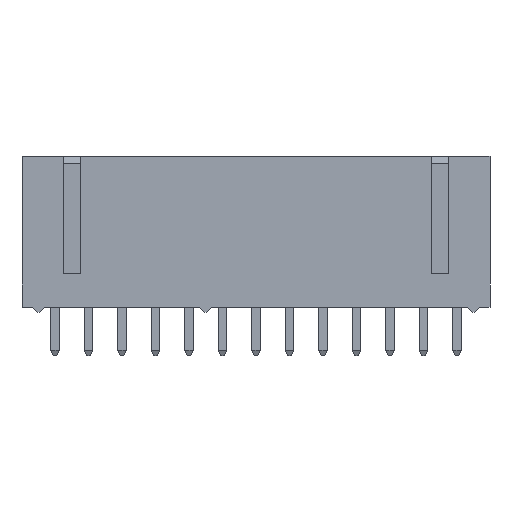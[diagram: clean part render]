
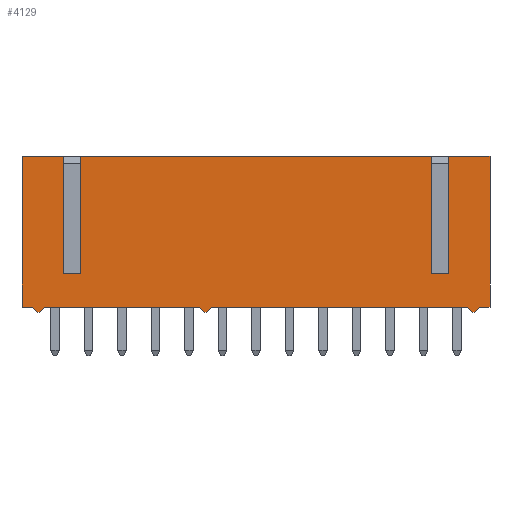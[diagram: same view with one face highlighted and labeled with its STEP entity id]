
A CAD part, front view. The second image highlights one B-rep face of the part: STEP entity #4129.
In plain terms, the highlighted planar face has unit normal (0, -1, 0).
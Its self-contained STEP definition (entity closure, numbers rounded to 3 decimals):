
#9=DIRECTION('',(1.,0.,0.));
#10=VECTOR('',#9,3.135);
#11=CARTESIAN_POINT('',(-17.74,-2.55,0.));
#12=LINE('',#11,#10);
#73=DIRECTION('',(1.,0.,0.));
#74=VECTOR('',#73,3.135);
#75=CARTESIAN_POINT('',(14.605,-2.55,0.));
#76=LINE('',#75,#74);
#121=DIRECTION('',(1.,0.,0.));
#122=VECTOR('',#121,26.67);
#123=CARTESIAN_POINT('',(-13.335,-2.55,0.));
#124=LINE('',#123,#122);
#233=DIRECTION('',(-0.707,0.,-0.707));
#234=VECTOR('',#233,0.537);
#235=CARTESIAN_POINT('',(-16.065,-2.55,-11.43));
#236=LINE('',#235,#234);
#237=DIRECTION('',(-1.,0.,0.));
#238=VECTOR('',#237,0.13);
#239=CARTESIAN_POINT('',(-16.445,-2.55,-11.81));
#240=LINE('',#239,#238);
#241=DIRECTION('',(-0.707,0.,0.707));
#242=VECTOR('',#241,0.537);
#243=CARTESIAN_POINT('',(-16.575,-2.55,-11.81));
#244=LINE('',#243,#242);
#245=DIRECTION('',(0.,0.,-1.));
#246=VECTOR('',#245,11.43);
#247=CARTESIAN_POINT('',(-17.74,-2.55,0.));
#248=LINE('',#247,#246);
#249=DIRECTION('',(0.,0.,-1.));
#250=VECTOR('',#249,8.89);
#251=CARTESIAN_POINT('',(-14.605,-2.55,0.));
#252=LINE('',#251,#250);
#253=DIRECTION('',(1.,0.,0.));
#254=VECTOR('',#253,1.27);
#255=CARTESIAN_POINT('',(-14.605,-2.55,-8.89));
#256=LINE('',#255,#254);
#257=DIRECTION('',(0.,0.,-1.));
#258=VECTOR('',#257,8.89);
#259=CARTESIAN_POINT('',(-13.335,-2.55,0.));
#260=LINE('',#259,#258);
#261=DIRECTION('',(0.,0.,-1.));
#262=VECTOR('',#261,8.89);
#263=CARTESIAN_POINT('',(13.335,-2.55,0.));
#264=LINE('',#263,#262);
#265=DIRECTION('',(1.,0.,0.));
#266=VECTOR('',#265,1.27);
#267=CARTESIAN_POINT('',(13.335,-2.55,-8.89));
#268=LINE('',#267,#266);
#269=DIRECTION('',(0.,0.,-1.));
#270=VECTOR('',#269,8.89);
#271=CARTESIAN_POINT('',(14.605,-2.55,0.));
#272=LINE('',#271,#270);
#273=DIRECTION('',(-0.707,0.,-0.707));
#274=VECTOR('',#273,0.537);
#275=CARTESIAN_POINT('',(16.955,-2.55,-11.43));
#276=LINE('',#275,#274);
#277=DIRECTION('',(-1.,0.,0.));
#278=VECTOR('',#277,0.13);
#279=CARTESIAN_POINT('',(16.575,-2.55,-11.81));
#280=LINE('',#279,#278);
#281=DIRECTION('',(-0.707,0.,0.707));
#282=VECTOR('',#281,0.537);
#283=CARTESIAN_POINT('',(16.445,-2.55,-11.81));
#284=LINE('',#283,#282);
#285=DIRECTION('',(-0.707,0.,-0.707));
#286=VECTOR('',#285,0.537);
#287=CARTESIAN_POINT('',(-3.365,-2.55,-11.43));
#288=LINE('',#287,#286);
#289=DIRECTION('',(-1.,0.,0.));
#290=VECTOR('',#289,0.13);
#291=CARTESIAN_POINT('',(-3.745,-2.55,-11.81));
#292=LINE('',#291,#290);
#293=DIRECTION('',(-0.707,0.,0.707));
#294=VECTOR('',#293,0.537);
#295=CARTESIAN_POINT('',(-3.875,-2.55,-11.81));
#296=LINE('',#295,#294);
#301=DIRECTION('',(1.,0.,0.));
#302=VECTOR('',#301,0.785);
#303=CARTESIAN_POINT('',(16.955,-2.55,-11.43));
#304=LINE('',#303,#302);
#333=DIRECTION('',(1.,0.,0.));
#334=VECTOR('',#333,19.43);
#335=CARTESIAN_POINT('',(-3.365,-2.55,-11.43));
#336=LINE('',#335,#334);
#349=DIRECTION('',(1.,0.,0.));
#350=VECTOR('',#349,11.81);
#351=CARTESIAN_POINT('',(-16.065,-2.55,-11.43));
#352=LINE('',#351,#350);
#389=DIRECTION('',(1.,0.,0.));
#390=VECTOR('',#389,0.785);
#391=CARTESIAN_POINT('',(-17.74,-2.55,-11.43));
#392=LINE('',#391,#390);
#729=DIRECTION('',(0.,0.,-1.));
#730=VECTOR('',#729,11.43);
#731=CARTESIAN_POINT('',(17.74,-2.55,0.));
#732=LINE('',#731,#730);
#2874=CARTESIAN_POINT('',(-17.74,-2.55,0.));
#2876=VERTEX_POINT('',#2874);
#2882=CARTESIAN_POINT('',(-17.74,-2.55,-11.43));
#2884=VERTEX_POINT('',#2882);
#2897=CARTESIAN_POINT('',(17.74,-2.55,0.));
#2899=VERTEX_POINT('',#2897);
#2913=CARTESIAN_POINT('',(17.74,-2.55,-11.43));
#2915=VERTEX_POINT('',#2913);
#2961=CARTESIAN_POINT('',(-14.605,-2.55,-8.89));
#2962=CARTESIAN_POINT('',(-13.335,-2.55,-8.89));
#2963=VERTEX_POINT('',#2961);
#2964=VERTEX_POINT('',#2962);
#2965=CARTESIAN_POINT('',(13.335,-2.55,-8.89));
#2966=CARTESIAN_POINT('',(14.605,-2.55,-8.89));
#2967=VERTEX_POINT('',#2965);
#2968=VERTEX_POINT('',#2966);
#2969=CARTESIAN_POINT('',(-14.605,-2.55,0.));
#2970=VERTEX_POINT('',#2969);
#2971=CARTESIAN_POINT('',(-13.335,-2.55,0.));
#2972=VERTEX_POINT('',#2971);
#2973=CARTESIAN_POINT('',(13.335,-2.55,0.));
#2974=VERTEX_POINT('',#2973);
#2975=CARTESIAN_POINT('',(14.605,-2.55,0.));
#2976=VERTEX_POINT('',#2975);
#3073=CARTESIAN_POINT('',(16.575,-2.55,-11.81));
#3074=CARTESIAN_POINT('',(16.445,-2.55,-11.81));
#3075=VERTEX_POINT('',#3073);
#3076=VERTEX_POINT('',#3074);
#3077=CARTESIAN_POINT('',(16.955,-2.55,-11.43));
#3079=VERTEX_POINT('',#3077);
#3081=CARTESIAN_POINT('',(16.065,-2.55,-11.43));
#3083=VERTEX_POINT('',#3081);
#3089=CARTESIAN_POINT('',(-3.745,-2.55,-11.81));
#3090=CARTESIAN_POINT('',(-3.875,-2.55,-11.81));
#3091=VERTEX_POINT('',#3089);
#3092=VERTEX_POINT('',#3090);
#3097=CARTESIAN_POINT('',(-3.365,-2.55,-11.43));
#3098=VERTEX_POINT('',#3097);
#3099=CARTESIAN_POINT('',(-4.255,-2.55,-11.43));
#3100=VERTEX_POINT('',#3099);
#3105=CARTESIAN_POINT('',(-16.445,-2.55,-11.81));
#3106=CARTESIAN_POINT('',(-16.575,-2.55,-11.81));
#3107=VERTEX_POINT('',#3105);
#3108=VERTEX_POINT('',#3106);
#3113=CARTESIAN_POINT('',(-16.065,-2.55,-11.43));
#3114=VERTEX_POINT('',#3113);
#3115=CARTESIAN_POINT('',(-16.955,-2.55,-11.43));
#3116=VERTEX_POINT('',#3115);
#4079=CARTESIAN_POINT('',(-17.74,-2.55,0.));
#4080=DIRECTION('',(0.,-1.,0.));
#4081=DIRECTION('',(1.,0.,0.));
#4082=AXIS2_PLACEMENT_3D('',#4079,#4080,#4081);
#4083=PLANE('',#4082);
#4085=ORIENTED_EDGE('',*,*,#4084,.F.);
#4087=ORIENTED_EDGE('',*,*,#4086,.T.);
#4089=ORIENTED_EDGE('',*,*,#4088,.T.);
#4091=ORIENTED_EDGE('',*,*,#4090,.T.);
#4093=ORIENTED_EDGE('',*,*,#4092,.F.);
#4095=ORIENTED_EDGE('',*,*,#4094,.F.);
#4096=ORIENTED_EDGE('',*,*,#3762,.T.);
#4097=ORIENTED_EDGE('',*,*,#3858,.T.);
#4099=ORIENTED_EDGE('',*,*,#4098,.T.);
#4101=ORIENTED_EDGE('',*,*,#4100,.F.);
#4102=ORIENTED_EDGE('',*,*,#3826,.T.);
#4104=ORIENTED_EDGE('',*,*,#4103,.T.);
#4106=ORIENTED_EDGE('',*,*,#4105,.T.);
#4107=ORIENTED_EDGE('',*,*,#4070,.F.);
#4108=ORIENTED_EDGE('',*,*,#3794,.T.);
#4110=ORIENTED_EDGE('',*,*,#4109,.T.);
#4112=ORIENTED_EDGE('',*,*,#4111,.F.);
#4114=ORIENTED_EDGE('',*,*,#4113,.T.);
#4116=ORIENTED_EDGE('',*,*,#4115,.T.);
#4118=ORIENTED_EDGE('',*,*,#4117,.T.);
#4120=ORIENTED_EDGE('',*,*,#4119,.F.);
#4122=ORIENTED_EDGE('',*,*,#4121,.T.);
#4124=ORIENTED_EDGE('',*,*,#4123,.T.);
#4126=ORIENTED_EDGE('',*,*,#4125,.T.);
#4127=EDGE_LOOP('',(#4085,#4087,#4089,#4091,#4093,#4095,#4096,#4097,#4099,#4101,
#4102,#4104,#4106,#4107,#4108,#4110,#4112,#4114,#4116,#4118,#4120,#4122,#4124,
#4126));
#4128=FACE_OUTER_BOUND('',#4127,.F.);
#4129=ADVANCED_FACE('',(#4128),#4083,.T.);
#3762=EDGE_CURVE('',#2876,#2970,#12,.T.);
#3794=EDGE_CURVE('',#2976,#2899,#76,.T.);
#3826=EDGE_CURVE('',#2972,#2974,#124,.T.);
#3858=EDGE_CURVE('',#2970,#2963,#252,.T.);
#4070=EDGE_CURVE('',#2976,#2968,#272,.T.);
#4084=EDGE_CURVE('',#3114,#3100,#352,.T.);
#4086=EDGE_CURVE('',#3114,#3107,#236,.T.);
#4088=EDGE_CURVE('',#3107,#3108,#240,.T.);
#4090=EDGE_CURVE('',#3108,#3116,#244,.T.);
#4092=EDGE_CURVE('',#2884,#3116,#392,.T.);
#4094=EDGE_CURVE('',#2876,#2884,#248,.T.);
#4098=EDGE_CURVE('',#2963,#2964,#256,.T.);
#4100=EDGE_CURVE('',#2972,#2964,#260,.T.);
#4103=EDGE_CURVE('',#2974,#2967,#264,.T.);
#4105=EDGE_CURVE('',#2967,#2968,#268,.T.);
#4109=EDGE_CURVE('',#2899,#2915,#732,.T.);
#4111=EDGE_CURVE('',#3079,#2915,#304,.T.);
#4113=EDGE_CURVE('',#3079,#3075,#276,.T.);
#4115=EDGE_CURVE('',#3075,#3076,#280,.T.);
#4117=EDGE_CURVE('',#3076,#3083,#284,.T.);
#4119=EDGE_CURVE('',#3098,#3083,#336,.T.);
#4121=EDGE_CURVE('',#3098,#3091,#288,.T.);
#4123=EDGE_CURVE('',#3091,#3092,#292,.T.);
#4125=EDGE_CURVE('',#3092,#3100,#296,.T.);
